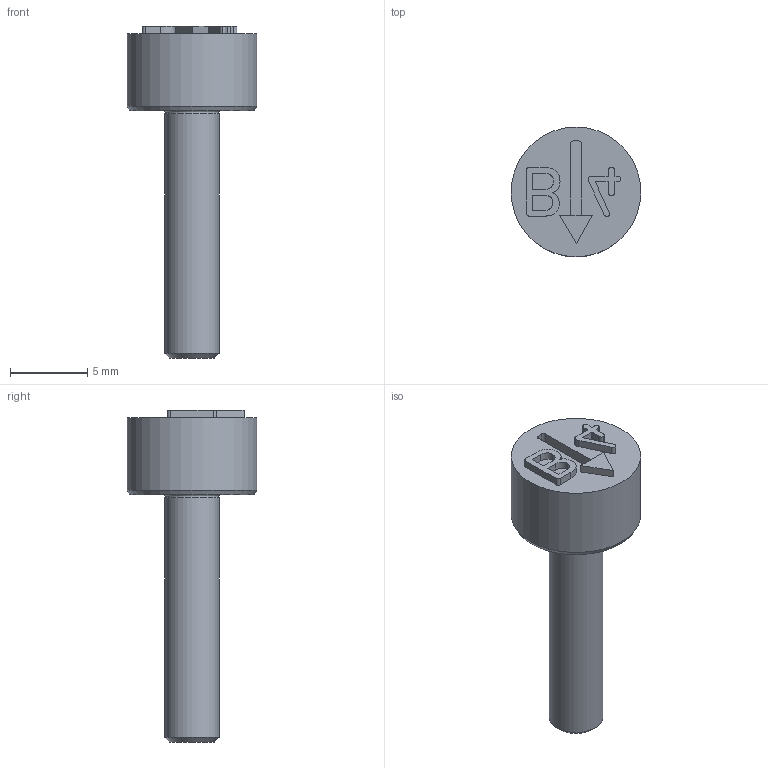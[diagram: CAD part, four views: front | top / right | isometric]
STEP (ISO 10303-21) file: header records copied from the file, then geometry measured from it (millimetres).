
FILE_DESCRIPTION(/* description */ (''),/* implementation_level */ '2;1');
FILE_NAME(/* name */ 'Dati-7000_O$16$00.stp',/* time_stamp */ '2025-09-02T15:57:20+02:00',/* author */ ('olafg'),/* organization */ (''),/* preprocessor_version */ 'ST-DEVELOPER v20',/* originating_system */ 'Autodesk Inventor 2024',/* authorisation */ '');
FILE_SCHEMA (('AUTOMOTIVE_DESIGN { 1 0 10303 214 3 1 1 }'));
Length unit declared in the file: millimetre
Products named in the file (1): 2016-05-00 Stelleinsatz
Bounding box: 8.4 x 8.4 x 21.5 mm (x, y, z)
Volume: 428.1 mm3; surface area: 449.5 mm2
Topology: 1 solids, 1 shells, 73 faces, 191 edges, 126 vertices
Faces by surface type: plane 37, bspline 29, cone 4, cylinder 2, torus 1
Full cylindrical faces by diameter (mm): 3.5 x1, 8.4 x1
Entity records: 2395 total; most frequent: CARTESIAN_POINT 740, ORIENTED_EDGE 382, DIRECTION 236, EDGE_CURVE 191, VERTEX_POINT 126, LINE 120, VECTOR 120, EDGE_LOOP 79
